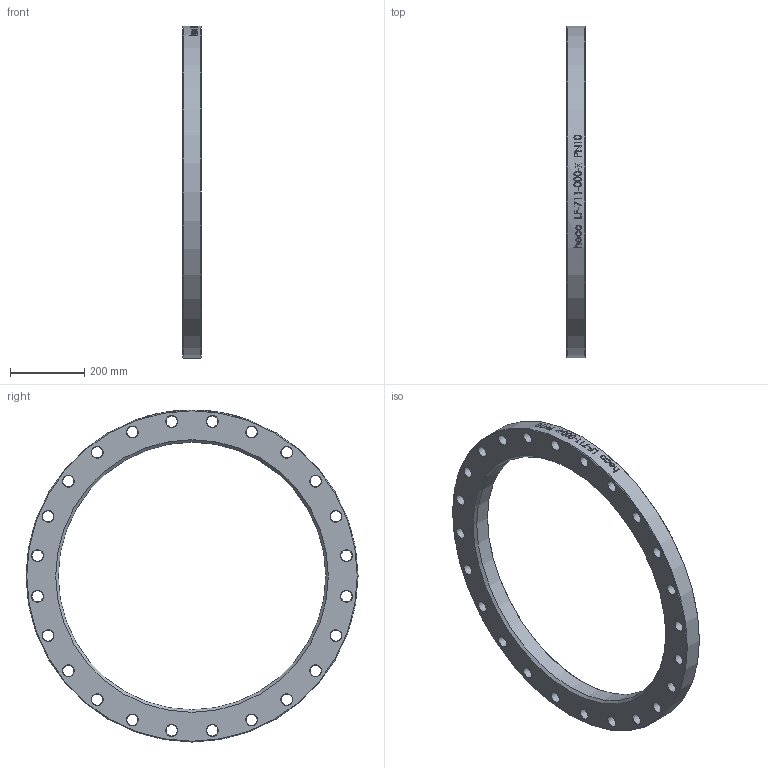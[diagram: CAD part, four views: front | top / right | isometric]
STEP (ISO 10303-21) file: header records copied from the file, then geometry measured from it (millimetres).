
FILE_DESCRIPTION (( 'STEP AP214' ), '1' );
FILE_NAME ('LF-711-000-x Loser Flansch PN10 2101.STEP', '2021-01-20T10:57:12', ( '' ), ( '' ), 'SwSTEP 2.0', 'SolidWorks 2019', '' );
FILE_SCHEMA (( 'AUTOMOTIVE_DESIGN' ));
Length unit declared in the file: millimetre
Products named in the file (1): LF-711-000-x Loser Flansch PN10 2101
Bounding box: 50 x 895 x 895 mm (x, y, z)
Volume: 10111589.3 mm3; surface area: 753578.5 mm2
Topology: 1 solids, 1 shells, 107 faces, 380 edges, 302 vertices
Faces by surface type: cylinder 53, cone 52, plane 2
Full cylindrical faces by diameter (mm): 30 x24, 721 x1, 895 x1
Entity records: 8969 total; most frequent: CARTESIAN_POINT 5765, ORIENTED_EDGE 552, DIRECTION 541, VERTEX_POINT 276, EDGE_CURVE 276, EDGE_LOOP 262, AXIS2_PLACEMENT_3D 254, CIRCLE 146
